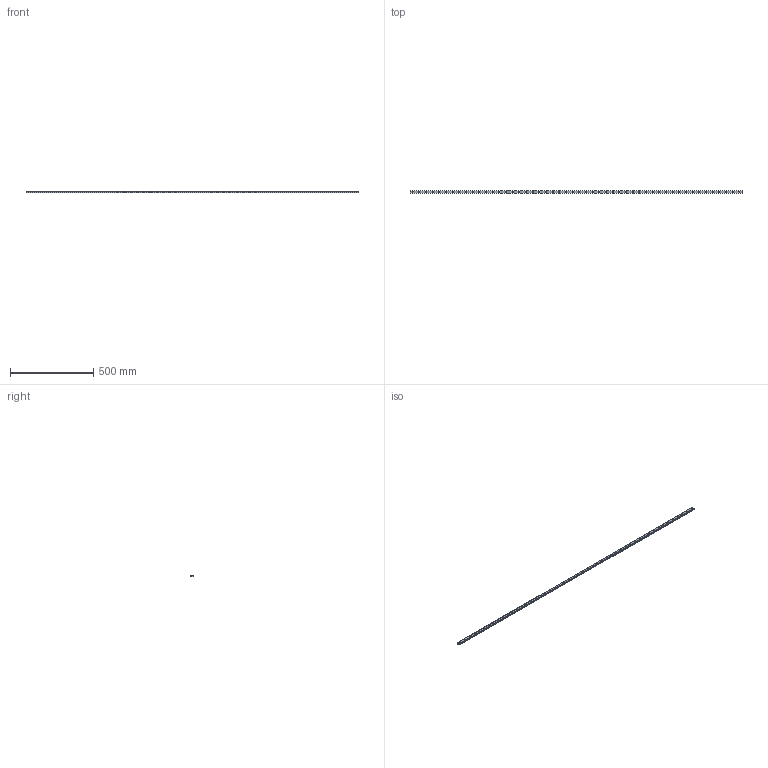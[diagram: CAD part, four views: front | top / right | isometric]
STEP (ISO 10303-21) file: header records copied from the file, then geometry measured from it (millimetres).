
FILE_DESCRIPTION (( 'STEP AP214' ), '1' );
FILE_NAME ('MGNR15R1990CM-Rail.STEP', '2022-04-11T18:24:05', ( '' ), ( '' ), 'SwSTEP 2.0', 'SolidWorks 2021', '' );
FILE_SCHEMA (( 'AUTOMOTIVE_DESIGN' ));
Length unit declared in the file: millimetre
Products named in the file (1): MGNR15R1990CM-Rail
Bounding box: 1990 x 15 x 10 mm (x, y, z)
Volume: 274786.5 mm3; surface area: 113328.9 mm2
Topology: 1 solids, 1 shells, 286 faces, 852 edges, 568 vertices
Faces by surface type: cylinder 217, plane 69
Entity records: 10664 total; most frequent: CARTESIAN_POINT 2357, DIRECTION 1860, ORIENTED_EDGE 1704, EDGE_CURVE 852, AXIS2_PLACEMENT_3D 771, VERTEX_POINT 568, CIRCLE 484, EDGE_LOOP 386
